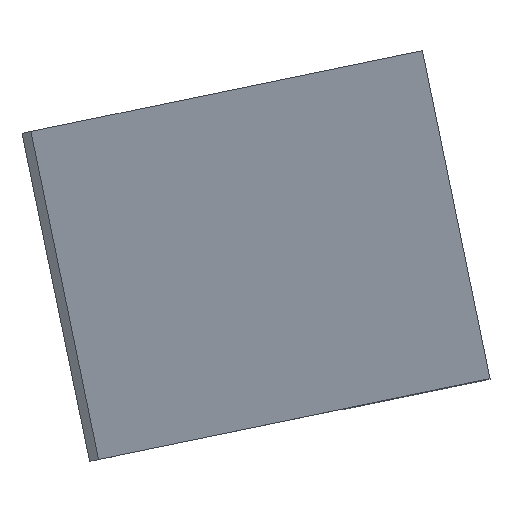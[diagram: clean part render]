
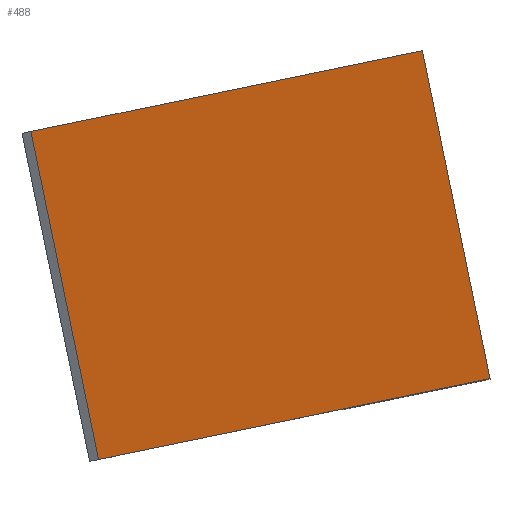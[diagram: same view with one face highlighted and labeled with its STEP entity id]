
A CAD part, top view. The second image highlights one B-rep face of the part: STEP entity #488.
In plain terms, the highlighted planar face has unit normal (-0.192, -0.04, 0.981).
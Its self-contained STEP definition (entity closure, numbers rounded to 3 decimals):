
#45=FACE_OUTER_BOUND('',#74,.T.);
#74=EDGE_LOOP('',(#343,#344,#345,#346));
#105=LINE('',#709,#157);
#121=LINE('',#742,#173);
#123=LINE('',#746,#175);
#124=LINE('',#747,#176);
#157=VECTOR('',#573,10.);
#173=VECTOR('',#601,10.);
#175=VECTOR('',#605,10.);
#176=VECTOR('',#606,10.);
#207=VERTEX_POINT('',#703);
#209=VERTEX_POINT('',#707);
#220=VERTEX_POINT('',#741);
#221=VERTEX_POINT('',#745);
#251=EDGE_CURVE('',#207,#209,#105,.T.);
#267=EDGE_CURVE('',#220,#207,#121,.T.);
#269=EDGE_CURVE('',#221,#220,#123,.T.);
#270=EDGE_CURVE('',#209,#221,#124,.T.);
#343=ORIENTED_EDGE('',*,*,#269,.T.);
#344=ORIENTED_EDGE('',*,*,#267,.T.);
#345=ORIENTED_EDGE('',*,*,#251,.T.);
#346=ORIENTED_EDGE('',*,*,#270,.T.);
#444=PLANE('',#533);
#488=ADVANCED_FACE('',(#45),#444,.T.);
#533=AXIS2_PLACEMENT_3D('',#744,#603,#604);
#573=DIRECTION('',(0.202,-0.979,0.));
#601=DIRECTION('',(-0.96,-0.198,-0.196));
#603=DIRECTION('center_axis',(-0.192,-0.04,0.981));
#604=DIRECTION('ref_axis',(0.981,0.,0.192));
#605=DIRECTION('',(-0.202,0.979,0.));
#606=DIRECTION('',(0.96,0.198,0.196));
#703=CARTESIAN_POINT('',(-151.009,19.568,211.884));
#707=CARTESIAN_POINT('',(-130.936,-77.732,211.884));
#709=CARTESIAN_POINT('',(-133.445,-65.569,211.884));
#741=CARTESIAN_POINT('',(-34.909,43.519,235.572));
#742=CARTESIAN_POINT('',(-71.37,35.997,228.133));
#744=CARTESIAN_POINT('Origin',(-82.245,-42.327,222.842));
#745=CARTESIAN_POINT('',(-14.836,-53.781,235.572));
#746=CARTESIAN_POINT('',(-22.364,-17.294,235.572));
#747=CARTESIAN_POINT('',(-60.361,-63.172,226.284));
